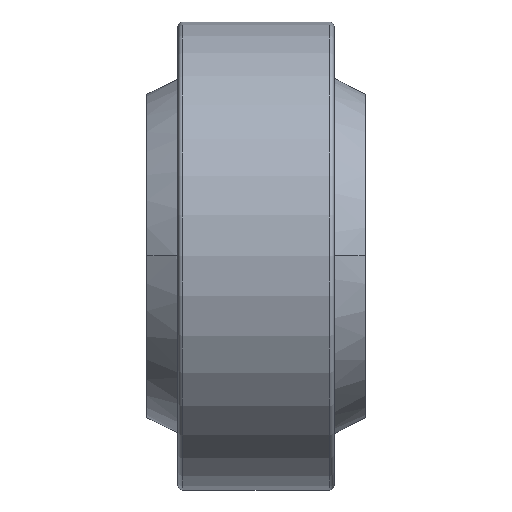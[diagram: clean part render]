
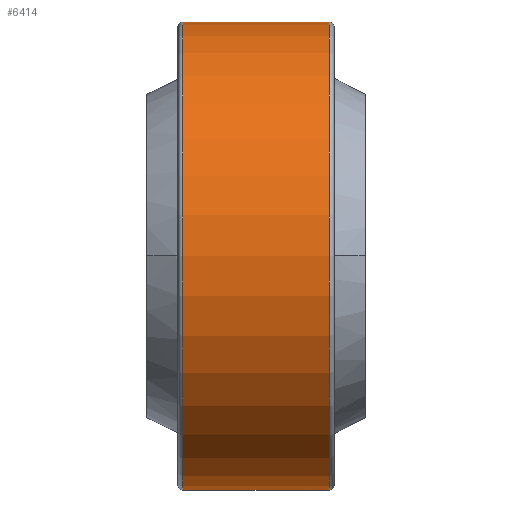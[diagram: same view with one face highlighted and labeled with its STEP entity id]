
A CAD part, top view. The second image highlights one B-rep face of the part: STEP entity #6414.
In plain terms, the highlighted cylindrical face has radius 15 mm (diameter 30 mm), a partial arc.
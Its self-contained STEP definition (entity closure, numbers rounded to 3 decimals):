
#1695=DIRECTION('',(0.,1.,0.));
#1696=VECTOR('',#1695,9.4);
#1697=CARTESIAN_POINT('',(15.,-4.7,0.));
#1698=LINE('',#1697,#1696);
#1699=CARTESIAN_POINT('',(0.,4.7,0.));
#1700=DIRECTION('',(0.,1.,0.));
#1701=DIRECTION('',(-1.,0.,0.));
#1702=AXIS2_PLACEMENT_3D('',#1699,#1700,#1701);
#1704=CARTESIAN_POINT('',(0.,-4.7,0.));
#1705=DIRECTION('',(0.,-1.,0.));
#1706=DIRECTION('',(1.,0.,0.));
#1707=AXIS2_PLACEMENT_3D('',#1704,#1705,#1706);
#1709=DIRECTION('',(0.,1.,0.));
#1710=VECTOR('',#1709,9.4);
#1711=CARTESIAN_POINT('',(-15.,-4.7,0.));
#1712=LINE('',#1711,#1710);
#4271=CARTESIAN_POINT('',(-15.,4.7,0.));
#4272=CARTESIAN_POINT('',(15.,4.7,0.));
#4273=VERTEX_POINT('',#4271);
#4274=VERTEX_POINT('',#4272);
#4279=CARTESIAN_POINT('',(15.,-4.7,0.));
#4280=CARTESIAN_POINT('',(-15.,-4.7,0.));
#4281=VERTEX_POINT('',#4279);
#4282=VERTEX_POINT('',#4280);
#6402=CARTESIAN_POINT('',(0.,-5.,0.));
#6403=DIRECTION('',(0.,1.,0.));
#6404=DIRECTION('',(1.,0.,0.));
#6405=AXIS2_PLACEMENT_3D('',#6402,#6403,#6404);
#6406=CYLINDRICAL_SURFACE('',#6405,15.);
#6407=ORIENTED_EDGE('',*,*,#6367,.T.);
#6408=ORIENTED_EDGE('',*,*,#6397,.F.);
#6410=ORIENTED_EDGE('',*,*,#6409,.T.);
#6411=ORIENTED_EDGE('',*,*,#6393,.T.);
#6412=EDGE_LOOP('',(#6407,#6408,#6410,#6411));
#6413=FACE_OUTER_BOUND('',#6412,.F.);
#6414=ADVANCED_FACE('',(#6413),#6406,.T.);
#1703=CIRCLE('',#1702,15.);
#1708=CIRCLE('',#1707,15.);
#6367=EDGE_CURVE('',#4273,#4274,#1703,.T.);
#6393=EDGE_CURVE('',#4282,#4273,#1712,.T.);
#6397=EDGE_CURVE('',#4281,#4274,#1698,.T.);
#6409=EDGE_CURVE('',#4281,#4282,#1708,.T.);
